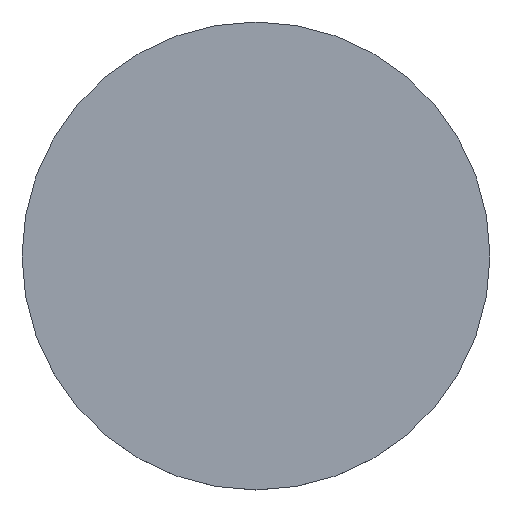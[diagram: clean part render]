
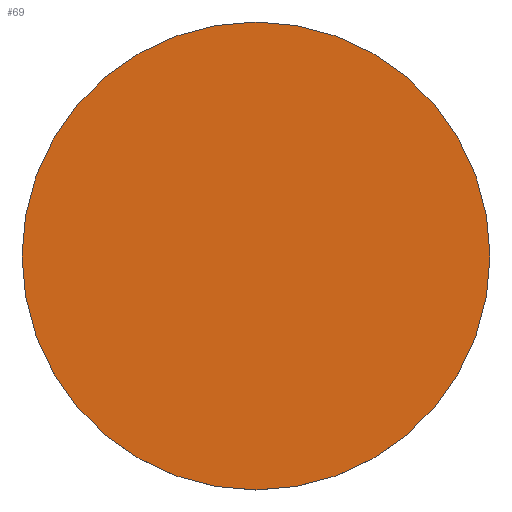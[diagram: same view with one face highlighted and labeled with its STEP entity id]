
A CAD part, top view. The second image highlights one B-rep face of the part: STEP entity #69.
In plain terms, the highlighted planar face has unit normal (0, 0, 1).
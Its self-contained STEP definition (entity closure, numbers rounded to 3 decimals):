
#10 = DIRECTION ( 'NONE',  ( 0., 0., 1. ) ) ;
#11 = PLANE ( 'NONE',  #89 ) ;
#16 = EDGE_CURVE ( 'NONE', #34, #98, #22, .T. ) ;
#17 = CIRCLE ( 'NONE', #174, 50.8 ) ;
#21 = DIRECTION ( 'NONE',  ( 1., 0., 0. ) ) ;
#22 = CIRCLE ( 'NONE', #26, 50.8 ) ;
#24 = CARTESIAN_POINT ( 'NONE',  ( 0., 0., 3. ) ) ;
#26 = AXIS2_PLACEMENT_3D ( 'NONE', #171, #73, #112 ) ;
#34 = VERTEX_POINT ( 'NONE', #44 ) ;
#44 = CARTESIAN_POINT ( 'NONE',  ( -50.8, 0., 3. ) ) ;
#69 = ADVANCED_FACE ( 'NONE', ( #160 ), #11, .T. ) ;
#73 = DIRECTION ( 'NONE',  ( 0., 0., 1. ) ) ;
#85 = ORIENTED_EDGE ( 'NONE', *, *, #16, .T. ) ;
#89 = AXIS2_PLACEMENT_3D ( 'NONE', #141, #10, #21 ) ;
#92 = CARTESIAN_POINT ( 'NONE',  ( 50.8, 0., 3. ) ) ;
#98 = VERTEX_POINT ( 'NONE', #92 ) ;
#106 = ORIENTED_EDGE ( 'NONE', *, *, #151, .T. ) ;
#112 = DIRECTION ( 'NONE',  ( 1., 0., 0. ) ) ;
#135 = DIRECTION ( 'NONE',  ( 0., 0., 1. ) ) ;
#141 = CARTESIAN_POINT ( 'NONE',  ( 0., 0., 3. ) ) ;
#149 = DIRECTION ( 'NONE',  ( 1., 0., 0. ) ) ;
#151 = EDGE_CURVE ( 'NONE', #98, #34, #17, .T. ) ;
#152 = EDGE_LOOP ( 'NONE', ( #85, #106 ) ) ;
#160 = FACE_OUTER_BOUND ( 'NONE', #152, .T. ) ;
#171 = CARTESIAN_POINT ( 'NONE',  ( 0., 0., 3. ) ) ;
#174 = AXIS2_PLACEMENT_3D ( 'NONE', #24, #135, #149 ) ;
